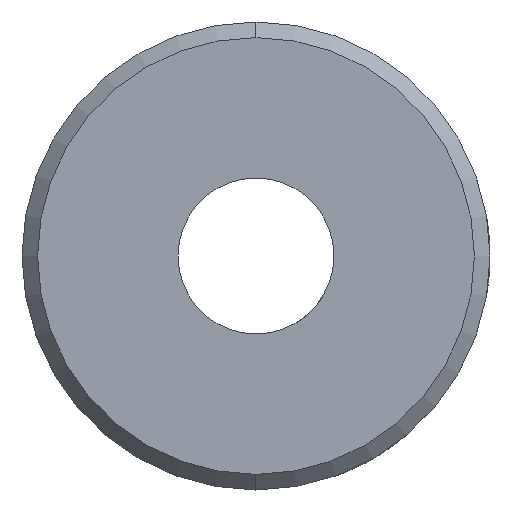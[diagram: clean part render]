
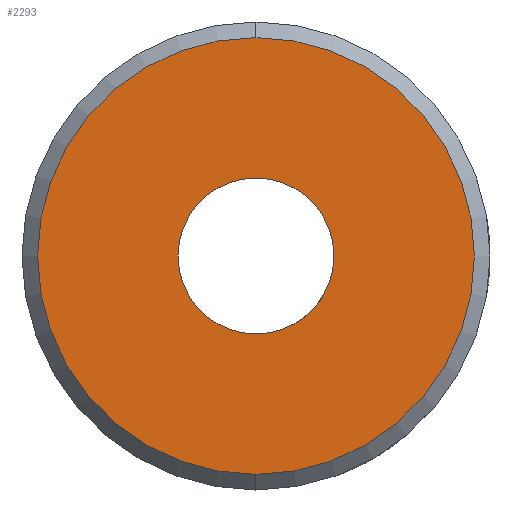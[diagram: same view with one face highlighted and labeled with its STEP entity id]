
A CAD part, left-side view. The second image highlights one B-rep face of the part: STEP entity #2293.
In plain terms, the highlighted planar face has unit normal (-1, 0, 0).
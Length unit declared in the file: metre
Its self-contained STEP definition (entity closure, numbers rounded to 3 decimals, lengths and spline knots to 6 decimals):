
#92 = DIRECTION ( 'NONE',  ( 0., 0., -1. ) ) ;
#94 = AXIS2_PLACEMENT_3D ( 'NONE', #446, #958, #92 ) ;
#105 = EDGE_LOOP ( 'NONE', ( #2105, #506 ) ) ;
#133 = AXIS2_PLACEMENT_3D ( 'NONE', #1434, #1449, #335 ) ;
#241 = CIRCLE ( 'NONE', #1247, 0.0025 ) ;
#246 = DIRECTION ( 'NONE',  ( 1., 0., 0. ) ) ;
#262 = ORIENTED_EDGE ( 'NONE', *, *, #1622, .T. ) ;
#291 = FACE_BOUND ( 'NONE', #1205, .T. ) ;
#335 = DIRECTION ( 'NONE',  ( 0., 0., 1. ) ) ;
#336 = DIRECTION ( 'NONE',  ( 1., 0., 0. ) ) ;
#345 = PLANE ( 'NONE',  #133 ) ;
#446 = CARTESIAN_POINT ( 'NONE',  ( 0.064692, -0.131471, -0.121338 ) ) ;
#506 = ORIENTED_EDGE ( 'NONE', *, *, #2021, .F. ) ;
#664 = CIRCLE ( 'NONE', #2136, 0.0025 ) ;
#707 = FACE_OUTER_BOUND ( 'NONE', #105, .T. ) ;
#717 = CARTESIAN_POINT ( 'NONE',  ( 0.064692, -0.131471, -0.123838 ) ) ;
#747 = VERTEX_POINT ( 'NONE', #717 ) ;
#794 = CARTESIAN_POINT ( 'NONE',  ( 0.064692, -0.131471, -0.128338 ) ) ;
#810 = CIRCLE ( 'NONE', #1711, 0.007 ) ;
#859 = CARTESIAN_POINT ( 'NONE',  ( 0.064692, -0.131471, -0.121338 ) ) ;
#888 = EDGE_CURVE ( 'NONE', #1955, #747, #241, .T. ) ;
#903 = EDGE_CURVE ( 'NONE', #1854, #1130, #1906, .T. ) ;
#940 = DIRECTION ( 'NONE',  ( 0., 0., 1. ) ) ;
#958 = DIRECTION ( 'NONE',  ( 1., 0., 0. ) ) ;
#1120 = CARTESIAN_POINT ( 'NONE',  ( 0.064692, -0.131471, -0.121338 ) ) ;
#1130 = VERTEX_POINT ( 'NONE', #794 ) ;
#1205 = EDGE_LOOP ( 'NONE', ( #262, #1607 ) ) ;
#1247 = AXIS2_PLACEMENT_3D ( 'NONE', #1120, #246, #940 ) ;
#1343 = CARTESIAN_POINT ( 'NONE',  ( 0.064692, -0.131471, -0.121338 ) ) ;
#1434 = CARTESIAN_POINT ( 'NONE',  ( 0.064692, -0.131471, -0.121338 ) ) ;
#1449 = DIRECTION ( 'NONE',  ( -1., 0., 0. ) ) ;
#1607 = ORIENTED_EDGE ( 'NONE', *, *, #888, .T. ) ;
#1622 = EDGE_CURVE ( 'NONE', #747, #1955, #664, .T. ) ;
#1711 = AXIS2_PLACEMENT_3D ( 'NONE', #1343, #336, #1787 ) ;
#1735 = DIRECTION ( 'NONE',  ( 0., 0., 1. ) ) ;
#1787 = DIRECTION ( 'NONE',  ( 0., 0., -1. ) ) ;
#1854 = VERTEX_POINT ( 'NONE', #1858 ) ;
#1858 = CARTESIAN_POINT ( 'NONE',  ( 0.064692, -0.131471, -0.114338 ) ) ;
#1906 = CIRCLE ( 'NONE', #94, 0.007 ) ;
#1923 = CARTESIAN_POINT ( 'NONE',  ( 0.064692, -0.131471, -0.118838 ) ) ;
#1955 = VERTEX_POINT ( 'NONE', #1923 ) ;
#2021 = EDGE_CURVE ( 'NONE', #1130, #1854, #810, .T. ) ;
#2105 = ORIENTED_EDGE ( 'NONE', *, *, #903, .F. ) ;
#2125 = DIRECTION ( 'NONE',  ( 1., 0., 0. ) ) ;
#2136 = AXIS2_PLACEMENT_3D ( 'NONE', #859, #2125, #1735 ) ;
#2293 = ADVANCED_FACE ( 'NONE', ( #291, #707 ), #345, .T. ) ;
